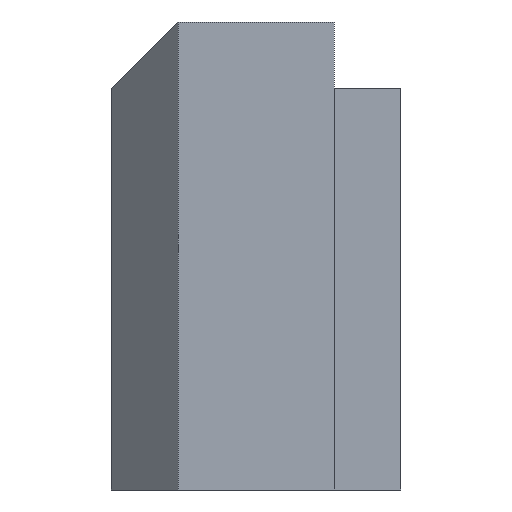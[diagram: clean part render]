
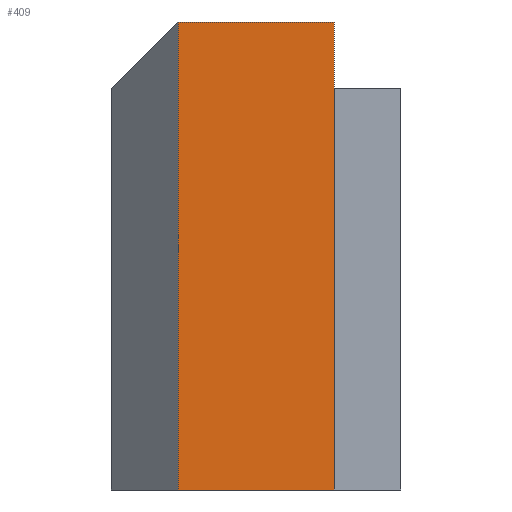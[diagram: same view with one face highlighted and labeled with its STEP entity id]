
A CAD part, left-side view. The second image highlights one B-rep face of the part: STEP entity #409.
In plain terms, the highlighted planar face has unit normal (-1, 0, 0).
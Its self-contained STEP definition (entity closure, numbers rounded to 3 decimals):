
#25=PLANE('',#459);
#47=FACE_OUTER_BOUND('',#69,.T.);
#69=EDGE_LOOP('',(#354,#355,#356,#357));
#96=LINE('',#636,#145);
#105=LINE('',#653,#154);
#106=LINE('',#656,#155);
#120=LINE('',#681,#169);
#145=VECTOR('',#518,10.);
#154=VECTOR('',#533,10.);
#155=VECTOR('',#536,10.);
#169=VECTOR('',#556,10.);
#204=VERTEX_POINT('',#633);
#205=VERTEX_POINT('',#635);
#210=VERTEX_POINT('',#649);
#211=VERTEX_POINT('',#655);
#247=EDGE_CURVE('',#205,#204,#96,.T.);
#256=EDGE_CURVE('',#210,#205,#105,.T.);
#257=EDGE_CURVE('',#211,#210,#106,.T.);
#271=EDGE_CURVE('',#211,#204,#120,.T.);
#354=ORIENTED_EDGE('',*,*,#271,.F.);
#355=ORIENTED_EDGE('',*,*,#257,.T.);
#356=ORIENTED_EDGE('',*,*,#256,.T.);
#357=ORIENTED_EDGE('',*,*,#247,.T.);
#409=ADVANCED_FACE('',(#47),#25,.F.);
#459=AXIS2_PLACEMENT_3D('',#682,#557,#558);
#518=DIRECTION('',(0.,-1.,0.));
#533=DIRECTION('',(0.,0.,-1.));
#536=DIRECTION('',(0.,1.,0.));
#556=DIRECTION('',(0.,0.,-1.));
#557=DIRECTION('center_axis',(1.,0.,0.));
#558=DIRECTION('ref_axis',(0.,-1.,0.));
#633=CARTESIAN_POINT('',(-13.893,20.,-9.));
#635=CARTESIAN_POINT('',(-13.893,23.5,-9.));
#636=CARTESIAN_POINT('',(-13.893,23.5,-9.));
#649=CARTESIAN_POINT('',(-13.893,23.5,1.5));
#653=CARTESIAN_POINT('',(-13.893,23.5,0.));
#655=CARTESIAN_POINT('',(-13.893,20.,1.5));
#656=CARTESIAN_POINT('',(-13.893,20.,1.5));
#681=CARTESIAN_POINT('',(-13.893,20.,0.));
#682=CARTESIAN_POINT('Origin',(-13.893,23.5,0.));
